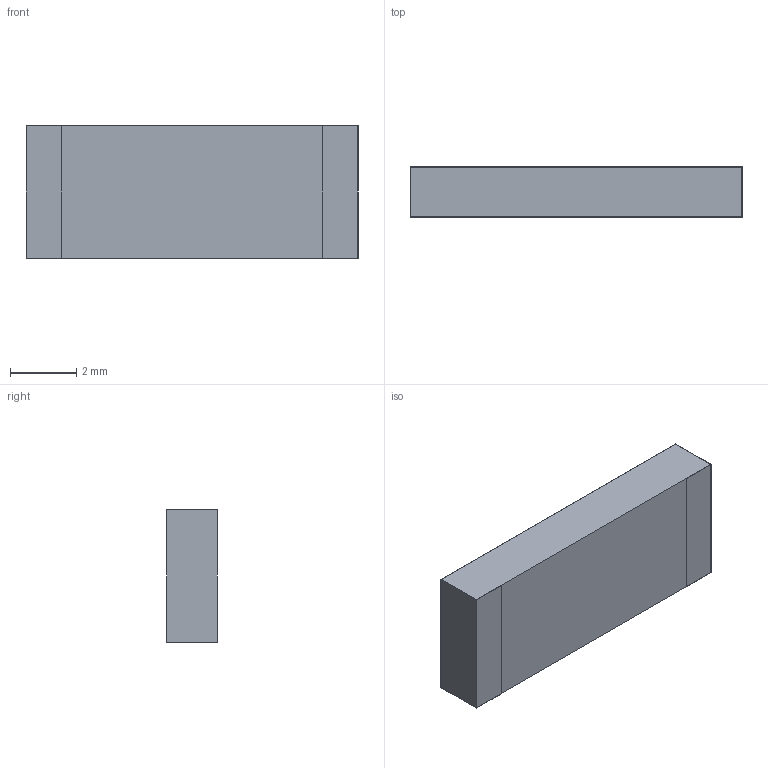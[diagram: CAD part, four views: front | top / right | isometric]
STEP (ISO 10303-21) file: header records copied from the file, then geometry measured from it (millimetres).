
FILE_DESCRIPTION (( 'STEP AP214' ), '1' );
FILE_NAME ('SDWA.01_web.STEP', '2022-03-21T16:17:39', ( '' ), ( '' ), 'SwSTEP 2.0', 'SolidWorks 2018', '' );
FILE_SCHEMA (( 'AUTOMOTIVE_DESIGN' ));
Length unit declared in the file: millimetre
Products named in the file (1): SDWA.01_web
Bounding box: 10.02 x 1.53 x 4 mm (x, y, z)
Surface area: 133.9 mm2 (no closed solid volume)
Topology: 0 solids, 27 shells, 255 faces, 747 edges, 519 vertices
Faces by surface type: plane 151, bspline 104
Entity records: 14382 total; most frequent: CARTESIAN_POINT 5801, ORIENTED_EDGE 1174, DIRECTION 826, EDGE_CURVE 747, LINE 522, VECTOR 522, VERTEX_POINT 519, EDGE_LOOP 263
